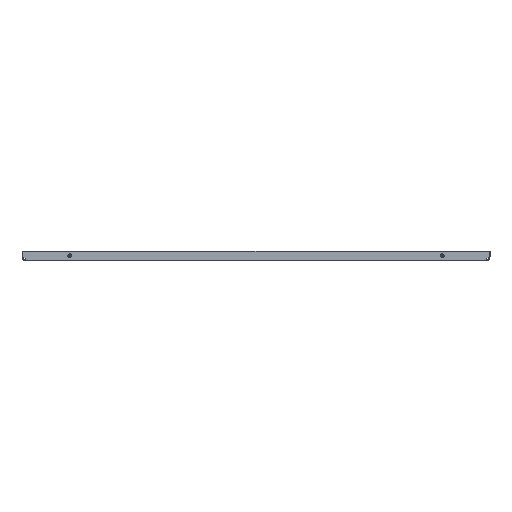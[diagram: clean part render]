
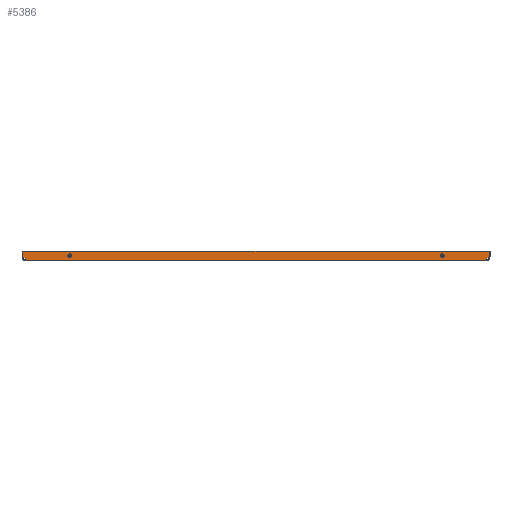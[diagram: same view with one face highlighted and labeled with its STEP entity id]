
A CAD part, front view. The second image highlights one B-rep face of the part: STEP entity #5386.
In plain terms, the highlighted planar face has unit normal (0, -1, 0).
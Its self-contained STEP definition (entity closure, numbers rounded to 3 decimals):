
#232 = CARTESIAN_POINT ( 'NONE',  ( -395.5, -877.5, 7. ) ) ;
#242 = CARTESIAN_POINT ( 'NONE',  ( 488.016, -877.5, 1.51 ) ) ;
#263 = CARTESIAN_POINT ( 'NONE',  ( -495.4, -877.5, 8.9 ) ) ;
#287 = CARTESIAN_POINT ( 'NONE',  ( 395.5, -877.5, 15. ) ) ;
#308 = CARTESIAN_POINT ( 'NONE',  ( 495.4, -877.5, 8.9 ) ) ;
#330 = CARTESIAN_POINT ( 'NONE',  ( 495.4, -877.5, 20. ) ) ;
#345 = CARTESIAN_POINT ( 'NONE',  ( 395.5, -877.5, 7. ) ) ;
#365 = CARTESIAN_POINT ( 'NONE',  ( -395.5, -877.5, 15. ) ) ;
#372 = CARTESIAN_POINT ( 'NONE',  ( -495.4, -877.5, 20. ) ) ;
#386 = CARTESIAN_POINT ( 'NONE',  ( -488.016, -877.5, 1.51 ) ) ;
#5386 = ADVANCED_FACE ( 'NONE', ( #29676, #29668, #29665 ), #21385, .F. ) ;
#5965 = DIRECTION ( 'NONE',  ( 0., 0., 1. ) ) ;
#5966 = DIRECTION ( 'NONE',  ( 0., -1., 0. ) ) ;
#5969 = DIRECTION ( 'NONE',  ( 0., 0., 1. ) ) ;
#5970 = DIRECTION ( 'NONE',  ( 0., 1., 0. ) ) ;
#5971 = CARTESIAN_POINT ( 'NONE',  ( 395.5, -877.5, 11. ) ) ;
#5973 = CARTESIAN_POINT ( 'NONE',  ( -395.5, -877.5, 11. ) ) ;
#5978 = DIRECTION ( 'NONE',  ( -0.707, 0., -0.707 ) ) ;
#5980 = CARTESIAN_POINT ( 'NONE',  ( 5.877, -877.5, -480.996 ) ) ;
#5981 = DIRECTION ( 'NONE',  ( 0., 0., 1. ) ) ;
#5984 = DIRECTION ( 'NONE',  ( 0.707, 0., -0.707 ) ) ;
#5985 = CARTESIAN_POINT ( 'NONE',  ( -495.4, -877.5, 1.51 ) ) ;
#5988 = DIRECTION ( 'NONE',  ( -1., 0., 0. ) ) ;
#5989 = CARTESIAN_POINT ( 'NONE',  ( -495.5, -877.5, 1.51 ) ) ;
#5992 = DIRECTION ( 'NONE',  ( 0., 0., 1. ) ) ;
#5993 = CARTESIAN_POINT ( 'NONE',  ( 495.4, -877.5, 1.51 ) ) ;
#6002 = CARTESIAN_POINT ( 'NONE',  ( -501., -877.5, 14.504 ) ) ;
#6005 = DIRECTION ( 'NONE',  ( -1., 0., 0. ) ) ;
#6012 = CARTESIAN_POINT ( 'NONE',  ( -495.5, -877.5, 20. ) ) ;
#6168 = DIRECTION ( 'NONE',  ( 0., 0., 1. ) ) ;
#6170 = DIRECTION ( 'NONE',  ( 0., 1., 0. ) ) ;
#6196 = CARTESIAN_POINT ( 'NONE',  ( 395.5, -877.5, 11. ) ) ;
#6230 = DIRECTION ( 'NONE',  ( 0., 0., 1. ) ) ;
#6232 = DIRECTION ( 'NONE',  ( 0., -1., 0. ) ) ;
#6236 = CARTESIAN_POINT ( 'NONE',  ( -395.5, -877.5, 11. ) ) ;
#10802 = ORIENTED_EDGE ( 'NONE', *, *, #26166, .F. ) ;
#10803 = ORIENTED_EDGE ( 'NONE', *, *, #26174, .F. ) ;
#10805 = ORIENTED_EDGE ( 'NONE', *, *, #26170, .T. ) ;
#10806 = ORIENTED_EDGE ( 'NONE', *, *, #26177, .F. ) ;
#10807 = ORIENTED_EDGE ( 'NONE', *, *, #26053, .T. ) ;
#10808 = ORIENTED_EDGE ( 'NONE', *, *, #26188, .F. ) ;
#10816 = ORIENTED_EDGE ( 'NONE', *, *, #26184, .T. ) ;
#10817 = ORIENTED_EDGE ( 'NONE', *, *, #26154, .T. ) ;
#10818 = ORIENTED_EDGE ( 'NONE', *, *, #26163, .T. ) ;
#10819 = ORIENTED_EDGE ( 'NONE', *, *, #26034, .F. ) ;
#21383 = DIRECTION ( 'NONE',  ( 0., 0., 1. ) ) ;
#21384 = DIRECTION ( 'NONE',  ( 0., 1., 0. ) ) ;
#21385 = PLANE ( 'NONE',  #22304 ) ;
#21386 = CARTESIAN_POINT ( 'NONE',  ( -495.5, -877.5, 20. ) ) ;
#22102 = AXIS2_PLACEMENT_3D ( 'NONE', #5971, #5970, #5969 ) ;
#22103 = AXIS2_PLACEMENT_3D ( 'NONE', #5973, #5966, #5965 ) ;
#22126 = AXIS2_PLACEMENT_3D ( 'NONE', #6236, #6232, #6230 ) ;
#22185 = AXIS2_PLACEMENT_3D ( 'NONE', #6196, #6170, #6168 ) ;
#22304 = AXIS2_PLACEMENT_3D ( 'NONE', #21386, #21384, #21383 ) ;
#25118 = CIRCLE ( 'NONE', #22103, 4. ) ;
#25120 = CIRCLE ( 'NONE', #22102, 4. ) ;
#25126 = LINE ( 'NONE', #5980, #25137 ) ;
#25127 = VECTOR ( 'NONE', #5981, 1000. ) ;
#25128 = LINE ( 'NONE', #5985, #25127 ) ;
#25129 = VECTOR ( 'NONE', #5984, 1000. ) ;
#25130 = VECTOR ( 'NONE', #5988, 1000. ) ;
#25131 = LINE ( 'NONE', #5989, #25130 ) ;
#25133 = LINE ( 'NONE', #6002, #25129 ) ;
#25135 = VECTOR ( 'NONE', #5992, 1000. ) ;
#25136 = LINE ( 'NONE', #5993, #25135 ) ;
#25137 = VECTOR ( 'NONE', #5978, 1000. ) ;
#25138 = VECTOR ( 'NONE', #6005, 1000. ) ;
#25143 = LINE ( 'NONE', #6012, #25138 ) ;
#25242 = CIRCLE ( 'NONE', #22185, 4. ) ;
#25266 = CIRCLE ( 'NONE', #22126, 4. ) ;
#26034 = EDGE_CURVE ( 'NONE', #28874, #28982, #25266, .T. ) ;
#26053 = EDGE_CURVE ( 'NONE', #28892, #28937, #25242, .T. ) ;
#26154 = EDGE_CURVE ( 'NONE', #28904, #28867, #25143, .T. ) ;
#26163 = EDGE_CURVE ( 'NONE', #28925, #28904, #25136, .T. ) ;
#26166 = EDGE_CURVE ( 'NONE', #28975, #28854, #25131, .T. ) ;
#26170 = EDGE_CURVE ( 'NONE', #28956, #28854, #25133, .T. ) ;
#26174 = EDGE_CURVE ( 'NONE', #28956, #28867, #25128, .T. ) ;
#26177 = EDGE_CURVE ( 'NONE', #28925, #28975, #25126, .T. ) ;
#26184 = EDGE_CURVE ( 'NONE', #28937, #28892, #25120, .T. ) ;
#26188 = EDGE_CURVE ( 'NONE', #28982, #28874, #25118, .T. ) ;
#28854 = VERTEX_POINT ( 'NONE', #386 ) ;
#28867 = VERTEX_POINT ( 'NONE', #372 ) ;
#28874 = VERTEX_POINT ( 'NONE', #365 ) ;
#28892 = VERTEX_POINT ( 'NONE', #345 ) ;
#28904 = VERTEX_POINT ( 'NONE', #330 ) ;
#28925 = VERTEX_POINT ( 'NONE', #308 ) ;
#28937 = VERTEX_POINT ( 'NONE', #287 ) ;
#28956 = VERTEX_POINT ( 'NONE', #263 ) ;
#28975 = VERTEX_POINT ( 'NONE', #242 ) ;
#28982 = VERTEX_POINT ( 'NONE', #232 ) ;
#29665 = FACE_BOUND ( 'NONE', #30681, .T. ) ;
#29668 = FACE_BOUND ( 'NONE', #30679, .T. ) ;
#29676 = FACE_OUTER_BOUND ( 'NONE', #30674, .T. ) ;
#30674 = EDGE_LOOP ( 'NONE', ( #10803, #10805, #10802, #10806, #10818, #10817 ) ) ;
#30679 = EDGE_LOOP ( 'NONE', ( #10816, #10807 ) ) ;
#30681 = EDGE_LOOP ( 'NONE', ( #10819, #10808 ) ) ;
